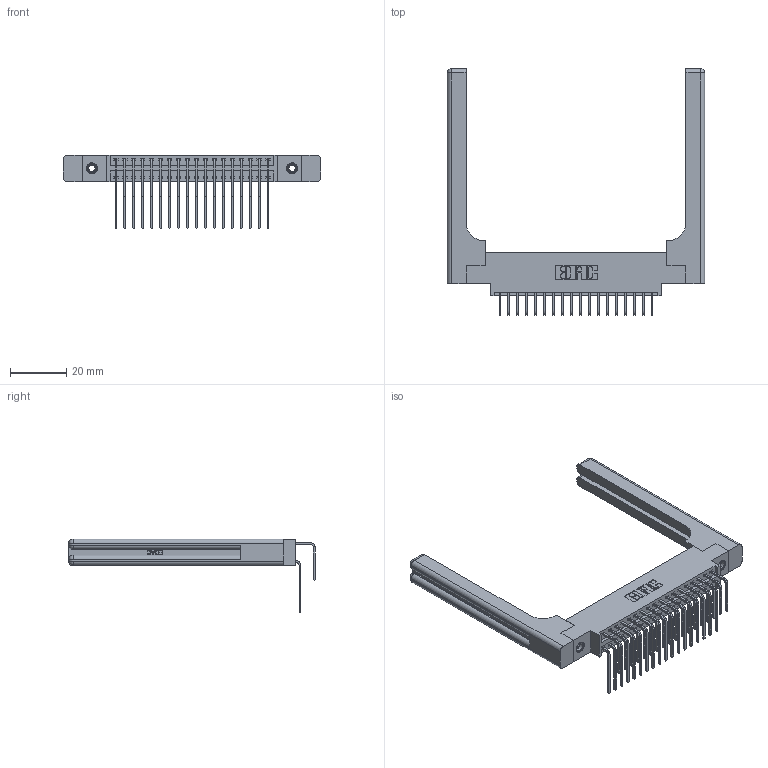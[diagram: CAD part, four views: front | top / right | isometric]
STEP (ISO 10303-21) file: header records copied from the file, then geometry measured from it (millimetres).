
FILE_DESCRIPTION (( 'STEP AP203' ), '1' );
FILE_NAME ('396-036-558-858.STEP', '2019-11-03T07:06:06', ( '' ), ( '' ), 'SwSTEP 2.0', 'SolidWorks 2016', '' );
FILE_SCHEMA (( 'CONFIG_CONTROL_DESIGN' ));
Length unit declared in the file: inch
Products named in the file (6): 346-220-058_345-220-058; 345-292-001_558 Tail - 2; 345-250-001_345-250-001-102; 346 Part_0.170 Offset - 0.156 Dia-TH; 396-036-558-858; 345-292-001_558 559 Tail - 1
Assembly tree (41 placements, depth 2):
  396-036-558-858
    346 Part_0.170 Offset - 0.156 Dia-TH
    345-292-001_558 559 Tail - 1  x18
    345-292-001_558 Tail - 2  x18
    345-250-001_345-250-001-102  x2
    346-220-058_345-220-058  x2
Bounding box: 91.21 x 87.44 x 26.16 mm (x, y, z)
Volume: 16255.1 mm3; surface area: 17813.9 mm2
Topology: 41 solids, 41 shells, 2326 faces, 6803 edges, 4466 vertices
Faces by surface type: plane 1560, cylinder 706, bspline 36, cone 12, sphere 8, torus 4
Entity records: 22076 total; most frequent: CARTESIAN_POINT 4732, ORIENTED_EDGE 3412, DIRECTION 3126, EDGE_CURVE 1706, LINE 1370, VECTOR 1370, VERTEX_POINT 1126, AXIS2_PLACEMENT_3D 878
